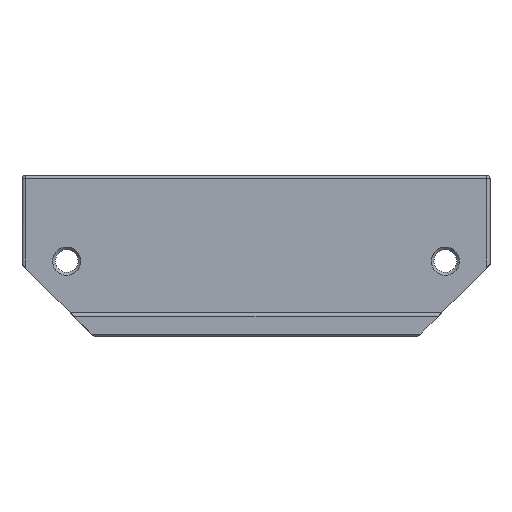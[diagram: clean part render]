
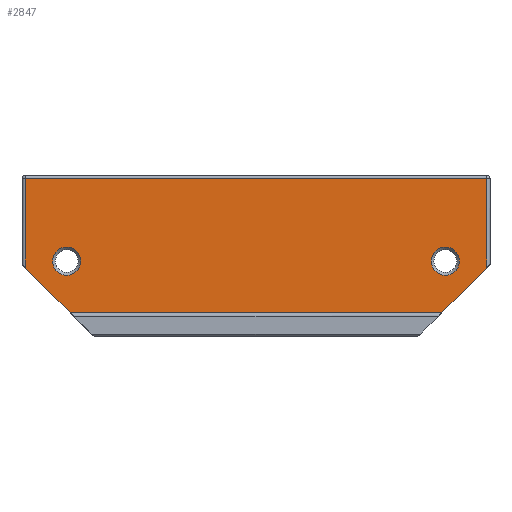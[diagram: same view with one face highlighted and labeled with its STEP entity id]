
A CAD part, front view. The second image highlights one B-rep face of the part: STEP entity #2847.
In plain terms, the highlighted planar face has unit normal (0, -1, 0).
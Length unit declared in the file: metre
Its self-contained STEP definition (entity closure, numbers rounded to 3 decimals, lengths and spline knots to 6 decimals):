
#145=PLANE('',#3133);
#230=CIRCLE('',#3134,0.00205);
#231=CIRCLE('',#3135,0.00205);
#682=ORIENTED_EDGE('',*,*,#1296,.T.);
#683=ORIENTED_EDGE('',*,*,#1315,.T.);
#684=ORIENTED_EDGE('',*,*,#1316,.T.);
#685=ORIENTED_EDGE('',*,*,#1317,.T.);
#686=ORIENTED_EDGE('',*,*,#1292,.T.);
#687=ORIENTED_EDGE('',*,*,#1286,.F.);
#688=ORIENTED_EDGE('',*,*,#1318,.T.);
#689=ORIENTED_EDGE('',*,*,#1319,.T.);
#1286=EDGE_CURVE('',#1626,#1627,#1872,.T.);
#1292=EDGE_CURVE('',#1631,#1627,#1877,.T.);
#1296=EDGE_CURVE('',#1626,#1634,#1879,.T.);
#1315=EDGE_CURVE('',#1634,#1650,#1888,.F.);
#1316=EDGE_CURVE('',#1650,#1651,#1889,.T.);
#1317=EDGE_CURVE('',#1651,#1631,#1890,.F.);
#1318=EDGE_CURVE('',#1652,#1652,#230,.F.);
#1319=EDGE_CURVE('',#1653,#1653,#231,.F.);
#1626=VERTEX_POINT('',#4708);
#1627=VERTEX_POINT('',#4710);
#1631=VERTEX_POINT('',#4721);
#1634=VERTEX_POINT('',#4728);
#1650=VERTEX_POINT('',#4766);
#1651=VERTEX_POINT('',#4768);
#1652=VERTEX_POINT('',#4771);
#1653=VERTEX_POINT('',#4773);
#1872=LINE('',#4709,#2084);
#1877=LINE('',#4720,#2089);
#1879=LINE('',#4729,#2091);
#1888=LINE('',#4765,#2100);
#1889=LINE('',#4767,#2101);
#1890=LINE('',#4769,#2102);
#2084=VECTOR('',#3733,1.);
#2089=VECTOR('',#3742,1.);
#2091=VECTOR('',#3750,1.);
#2100=VECTOR('',#3783,1.);
#2101=VECTOR('',#3784,1.);
#2102=VECTOR('',#3785,1.);
#2284=EDGE_LOOP('',(#682,#683,#684,#685,#686,#687));
#2285=EDGE_LOOP('',(#688));
#2286=EDGE_LOOP('',(#689));
#2551=FACE_BOUND('',#2284,.T.);
#2552=FACE_BOUND('',#2285,.T.);
#2553=FACE_BOUND('',#2286,.T.);
#2847=ADVANCED_FACE('',(#2551,#2552,#2553),#145,.T.);
#3133=AXIS2_PLACEMENT_3D('',#4764,#3781,#3782);
#3134=AXIS2_PLACEMENT_3D('',#4770,#3786,#3787);
#3135=AXIS2_PLACEMENT_3D('',#4772,#3788,#3789);
#3733=DIRECTION('',(-1.,0.,0.));
#3742=DIRECTION('',(0.707,0.,-0.707));
#3750=DIRECTION('',(0.707,0.,0.707));
#3781=DIRECTION('',(0.,-1.,0.));
#3782=DIRECTION('',(1.,0.,0.));
#3783=DIRECTION('',(0.,0.,-1.));
#3784=DIRECTION('',(-1.,0.,0.));
#3785=DIRECTION('',(0.,0.,1.));
#3786=DIRECTION('',(0.,-1.,0.));
#3787=DIRECTION('',(1.,0.,0.));
#3788=DIRECTION('',(0.,-1.,0.));
#3789=DIRECTION('',(1.,0.,0.));
#4708=CARTESIAN_POINT('',(0.027,0.0106,0.0035));
#4709=CARTESIAN_POINT('',(-0.017,0.0106,0.0035));
#4710=CARTESIAN_POINT('',(-0.027,0.0106,0.0035));
#4720=CARTESIAN_POINT('',(-0.035512,0.0106,0.012012));
#4721=CARTESIAN_POINT('',(-0.0335,0.0106,0.01));
#4728=CARTESIAN_POINT('',(0.0335,0.0106,0.01));
#4729=CARTESIAN_POINT('',(-0.000873,0.0106,-0.024373));
#4764=CARTESIAN_POINT('',(-0.034,0.0106,0.0035));
#4765=CARTESIAN_POINT('',(0.0335,0.0106,0.0035));
#4766=CARTESIAN_POINT('',(0.0335,0.0106,0.023));
#4767=CARTESIAN_POINT('',(-0.034,0.0106,0.023));
#4768=CARTESIAN_POINT('',(-0.0335,0.0106,0.023));
#4769=CARTESIAN_POINT('',(-0.0335,0.0106,0.0035));
#4770=CARTESIAN_POINT('',(0.0275,0.0106,0.011));
#4771=CARTESIAN_POINT('',(0.02955,0.0106,0.011));
#4772=CARTESIAN_POINT('',(-0.0275,0.0106,0.011));
#4773=CARTESIAN_POINT('',(-0.02545,0.0106,0.011));
